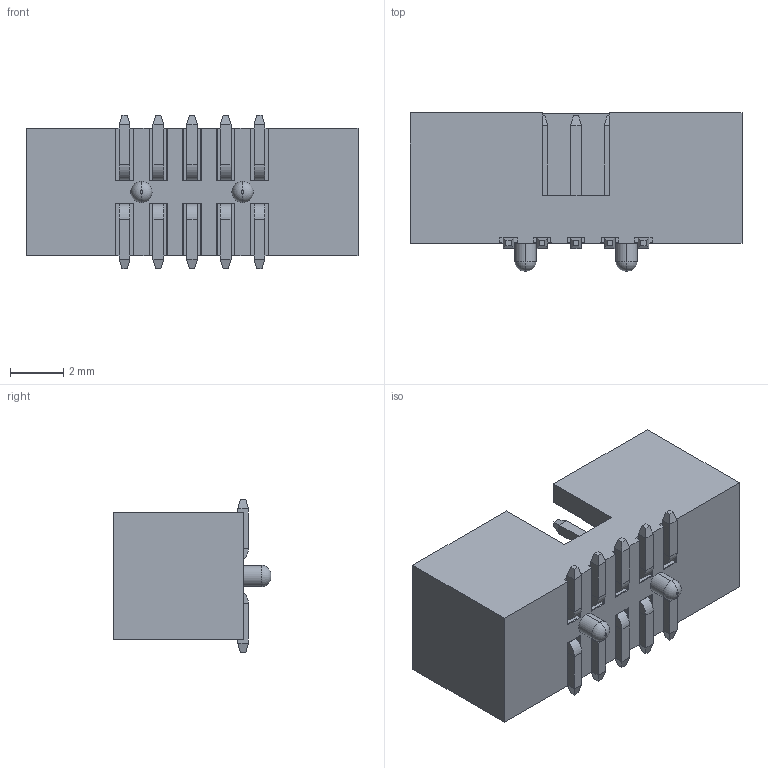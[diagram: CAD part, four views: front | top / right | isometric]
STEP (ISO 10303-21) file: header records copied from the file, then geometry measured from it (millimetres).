
FILE_DESCRIPTION (( 'STEP AP214' ), '1' );
FILE_NAME ('C44-10-BSAB1-G.STEP', '2021-07-06T08:45:54', ( '' ), ( '' ), 'SwSTEP 2.0', 'SolidWorks 2020', '' );
FILE_SCHEMA (( 'AUTOMOTIVE_DESIGN' ));
Length unit declared in the file: millimetre
Products named in the file (1): C44-10-BSAB1-G
Bounding box: 12.51 x 5.95 x 5.8 mm (x, y, z)
Volume: 159.3 mm3; surface area: 522.6 mm2
Topology: 21 solids, 21 shells, 454 faces, 1036 edges, 616 vertices
Faces by surface type: plane 386, cylinder 64, torus 4
Entity records: 13561 total; most frequent: CARTESIAN_POINT 2167, ORIENTED_EDGE 2072, DIRECTION 2022, EDGE_CURVE 1036, LINE 920, VECTOR 920, VERTEX_POINT 616, AXIS2_PLACEMENT_3D 551
